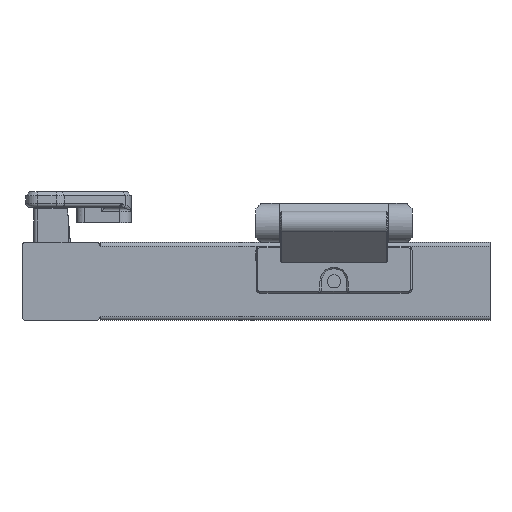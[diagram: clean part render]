
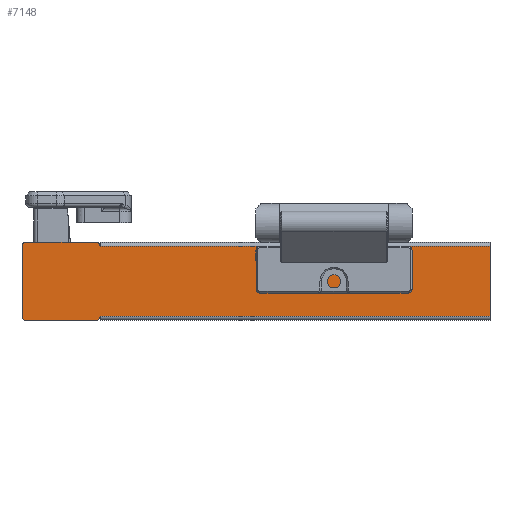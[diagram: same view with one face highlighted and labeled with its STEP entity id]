
A CAD part, left-side view. The second image highlights one B-rep face of the part: STEP entity #7148.
In plain terms, the highlighted planar face has unit normal (-1, 0, 0).
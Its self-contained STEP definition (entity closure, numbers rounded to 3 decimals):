
#259=CIRCLE('',#7677,1.);
#261=CIRCLE('',#7681,1.);
#263=CIRCLE('',#7685,1.);
#265=CIRCLE('',#7688,1.);
#656=FACE_OUTER_BOUND('',#1099,.T.);
#1099=EDGE_LOOP('',(#4811,#4812,#4813,#4814,#4815,#4816,#4817,#4818,#4819,
#4820));
#1565=LINE('',#10709,#2293);
#1570=LINE('',#10723,#2298);
#1574=LINE('',#10735,#2302);
#1583=LINE('',#10775,#2311);
#1589=LINE('',#10787,#2317);
#1590=LINE('',#10789,#2318);
#2293=VECTOR('',#8449,10.);
#2298=VECTOR('',#8462,10.);
#2302=VECTOR('',#8474,10.);
#2311=VECTOR('',#8517,10.);
#2317=VECTOR('',#8533,10.);
#2318=VECTOR('',#8536,10.);
#3021=VERTEX_POINT('',#10707);
#3022=VERTEX_POINT('',#10708);
#3025=VERTEX_POINT('',#10716);
#3027=VERTEX_POINT('',#10722);
#3029=VERTEX_POINT('',#10728);
#3031=VERTEX_POINT('',#10734);
#3033=VERTEX_POINT('',#10740);
#3034=VERTEX_POINT('',#10745);
#3044=VERTEX_POINT('',#10772);
#3045=VERTEX_POINT('',#10774);
#3674=EDGE_CURVE('',#3021,#3022,#1565,.T.);
#3678=EDGE_CURVE('',#3025,#3021,#259,.T.);
#3681=EDGE_CURVE('',#3027,#3025,#1570,.T.);
#3684=EDGE_CURVE('',#3029,#3027,#261,.T.);
#3687=EDGE_CURVE('',#3031,#3029,#1574,.T.);
#3690=EDGE_CURVE('',#3033,#3031,#263,.T.);
#3693=EDGE_CURVE('',#3022,#3034,#265,.T.);
#3707=EDGE_CURVE('',#3044,#3045,#1583,.T.);
#3714=EDGE_CURVE('',#3044,#3034,#1589,.T.);
#3715=EDGE_CURVE('',#3045,#3033,#1590,.T.);
#4811=ORIENTED_EDGE('',*,*,#3714,.T.);
#4812=ORIENTED_EDGE('',*,*,#3693,.F.);
#4813=ORIENTED_EDGE('',*,*,#3674,.F.);
#4814=ORIENTED_EDGE('',*,*,#3678,.F.);
#4815=ORIENTED_EDGE('',*,*,#3681,.F.);
#4816=ORIENTED_EDGE('',*,*,#3684,.F.);
#4817=ORIENTED_EDGE('',*,*,#3687,.F.);
#4818=ORIENTED_EDGE('',*,*,#3690,.F.);
#4819=ORIENTED_EDGE('',*,*,#3715,.F.);
#4820=ORIENTED_EDGE('',*,*,#3707,.F.);
#6881=PLANE('',#7706);
#7148=ADVANCED_FACE('',(#656),#6881,.T.);
#7677=AXIS2_PLACEMENT_3D('',#10717,#8455,#8456);
#7681=AXIS2_PLACEMENT_3D('',#10729,#8467,#8468);
#7685=AXIS2_PLACEMENT_3D('',#10741,#8479,#8480);
#7688=AXIS2_PLACEMENT_3D('',#10746,#8486,#8487);
#7706=AXIS2_PLACEMENT_3D('',#10788,#8534,#8535);
#8449=DIRECTION('',(0.,-1.,0.));
#8455=DIRECTION('center_axis',(1.,0.,0.));
#8456=DIRECTION('ref_axis',(0.,1.,0.));
#8462=DIRECTION('',(0.,0.,1.));
#8467=DIRECTION('center_axis',(1.,0.,0.));
#8468=DIRECTION('ref_axis',(0.,0.,-1.));
#8474=DIRECTION('',(0.,1.,0.));
#8479=DIRECTION('center_axis',(1.,0.,0.));
#8480=DIRECTION('ref_axis',(0.,-1.,0.));
#8486=DIRECTION('center_axis',(1.,0.,0.));
#8487=DIRECTION('ref_axis',(0.,0.,1.));
#8517=DIRECTION('',(0.,0.,-1.));
#8533=DIRECTION('',(0.,1.,0.));
#8534=DIRECTION('center_axis',(-1.,0.,0.));
#8535=DIRECTION('ref_axis',(0.,0.,1.));
#8536=DIRECTION('',(0.,1.,0.));
#10707=CARTESIAN_POINT('',(0.,59.,-5.));
#10708=CARTESIAN_POINT('',(0.,41.,-5.));
#10709=CARTESIAN_POINT('',(0.,59.,-5.));
#10716=CARTESIAN_POINT('',(0.,60.,-6.));
#10717=CARTESIAN_POINT('Origin',(0.,59.,-6.));
#10722=CARTESIAN_POINT('',(0.,60.,-24.));
#10723=CARTESIAN_POINT('',(0.,60.,-24.));
#10728=CARTESIAN_POINT('',(0.,59.,-25.));
#10729=CARTESIAN_POINT('Origin',(0.,59.,-24.));
#10734=CARTESIAN_POINT('',(0.,41.,-25.));
#10735=CARTESIAN_POINT('',(0.,41.,-25.));
#10740=CARTESIAN_POINT('',(0.,40.,-24.));
#10741=CARTESIAN_POINT('Origin',(0.,41.,-24.));
#10745=CARTESIAN_POINT('',(0.,40.,-6.));
#10746=CARTESIAN_POINT('Origin',(0.,41.,-6.));
#10772=CARTESIAN_POINT('',(0.,-60.,-6.));
#10774=CARTESIAN_POINT('',(0.,-60.,-24.));
#10775=CARTESIAN_POINT('',(0.,-60.,-24.));
#10787=CARTESIAN_POINT('',(0.,0.,-6.));
#10788=CARTESIAN_POINT('Origin',(0.,0.,-24.));
#10789=CARTESIAN_POINT('',(0.,0.,-24.));
